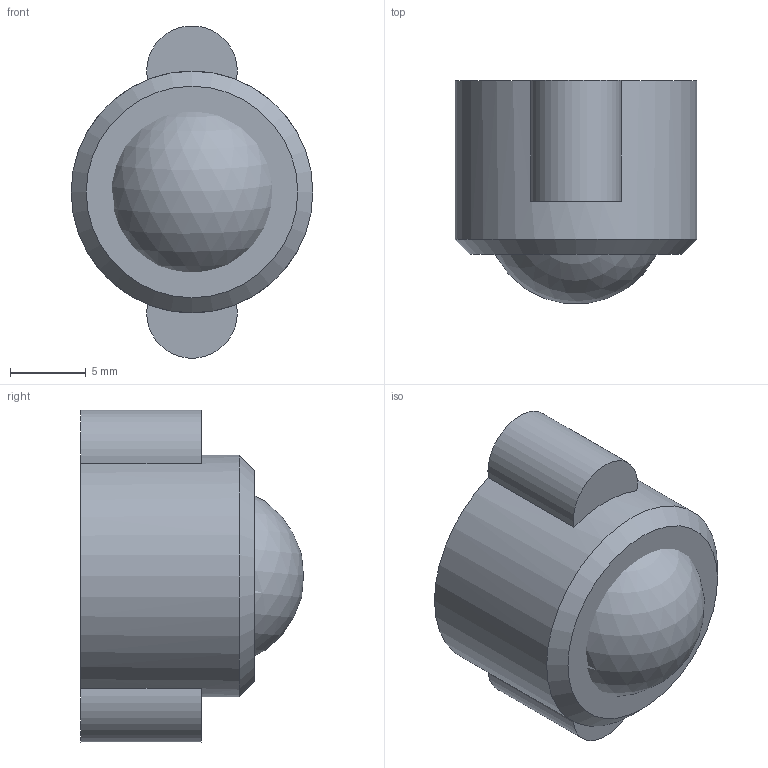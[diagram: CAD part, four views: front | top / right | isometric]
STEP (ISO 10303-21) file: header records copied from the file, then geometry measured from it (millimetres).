
FILE_DESCRIPTION(/* description */ (''),/* implementation_level */ '2;1');
FILE_NAME(/* name */ 'CWpA.stp',/* time_stamp */ '2019-05-14T10:37:50+02:00',/* author */ ('david'),/* organization */ (''),/* preprocessor_version */ 'ST-DEVELOPER v17',/* originating_system */ 'Autodesk Inventor 2019',/* authorisation */ '');
FILE_SCHEMA (('AUTOMOTIVE_DESIGN { 1 0 10303 214 3 1 1 }'));
Length unit declared in the file: millimetre
Products named in the file (3): mini_3pi_caster_wheel; caster_ball; caster_body
Assembly tree (2 placements, depth 2):
  mini_3pi_caster_wheel
    caster_ball
    caster_body
Bounding box: 16 x 14.76 x 21.98 mm (x, y, z)
Volume: 3357 mm3; surface area: 1654 mm2
Topology: 2 solids, 2 shells, 13 faces, 26 edges, 17 vertices
Faces by surface type: plane 6, cylinder 5, sphere 1, cone 1
Full cylindrical faces by diameter (mm): 2.7 x2, 16 x1
Entity records: 449 total; most frequent: DIRECTION 76, CARTESIAN_POINT 59, ORIENTED_EDGE 48, AXIS2_PLACEMENT_3D 34, EDGE_CURVE 24, VERTEX_POINT 17, CIRCLE 16, EDGE_LOOP 15
